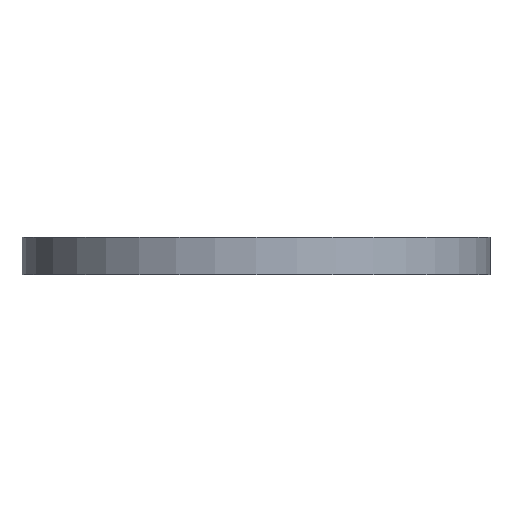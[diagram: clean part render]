
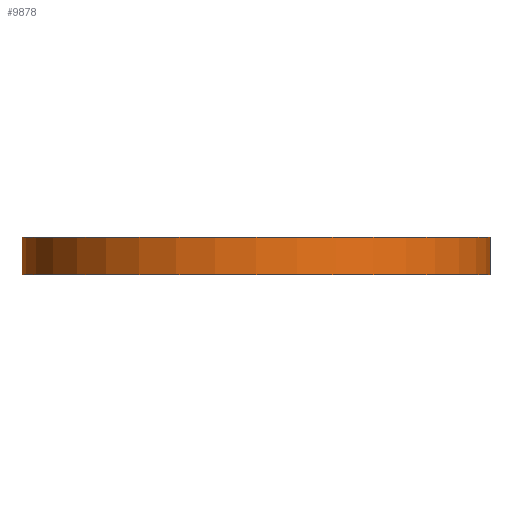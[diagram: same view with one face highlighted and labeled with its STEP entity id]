
A CAD part, front view. The second image highlights one B-rep face of the part: STEP entity #9878.
In plain terms, the highlighted cylindrical face has radius 25.007 mm (diameter 50.014 mm), a full revolution.
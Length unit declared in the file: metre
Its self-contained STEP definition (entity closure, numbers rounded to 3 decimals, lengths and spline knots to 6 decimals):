
#125=CIRCLE('',#11049,0.025007);
#126=CIRCLE('',#11050,0.025007);
#5139=ORIENTED_EDGE('',*,*,#6811,.F.);
#5140=ORIENTED_EDGE('',*,*,#6812,.T.);
#6811=EDGE_CURVE('',#7813,#7813,#125,.T.);
#6812=EDGE_CURVE('',#7814,#7814,#126,.T.);
#7813=VERTEX_POINT('',#21344);
#7814=VERTEX_POINT('',#21346);
#8597=EDGE_LOOP('',(#5139));
#8598=EDGE_LOOP('',(#5140));
#9249=FACE_BOUND('',#8597,.T.);
#9250=FACE_BOUND('',#8598,.T.);
#9421=CYLINDRICAL_SURFACE('',#11048,0.025007);
#9878=ADVANCED_FACE('',(#9249,#9250),#9421,.T.);
#11048=AXIS2_PLACEMENT_3D('',#21342,#13141,#13142);
#11049=AXIS2_PLACEMENT_3D('',#21343,#13143,#13144);
#11050=AXIS2_PLACEMENT_3D('',#21345,#13145,#13146);
#13141=DIRECTION('',(0.,0.,-1.));
#13142=DIRECTION('',(-1.,0.,0.));
#13143=DIRECTION('',(0.,0.,1.));
#13144=DIRECTION('',(1.,0.,0.));
#13145=DIRECTION('',(0.,0.,1.));
#13146=DIRECTION('',(1.,0.,0.));
#21342=CARTESIAN_POINT('',(0.025003,0.025,0.004));
#21343=CARTESIAN_POINT('',(0.025003,0.025,0.004));
#21344=CARTESIAN_POINT('',(0.050009,0.025,0.004));
#21345=CARTESIAN_POINT('',(0.025003,0.025,0.));
#21346=CARTESIAN_POINT('',(0.050009,0.025,0.));
